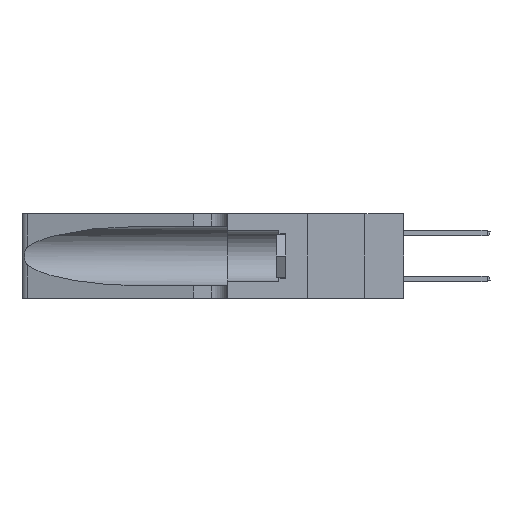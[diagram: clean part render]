
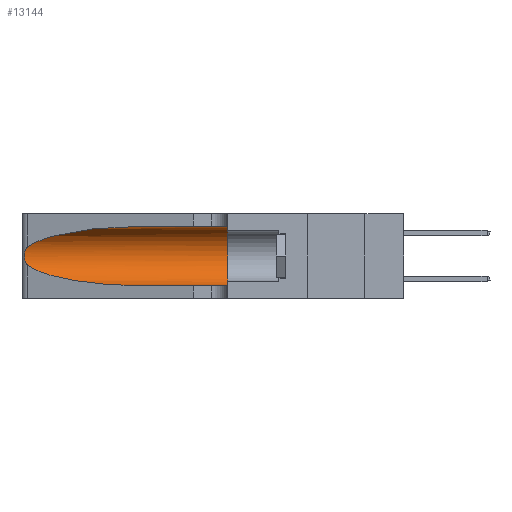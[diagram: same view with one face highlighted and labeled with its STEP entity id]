
A CAD part, left-side view. The second image highlights one B-rep face of the part: STEP entity #13144.
In plain terms, the highlighted cylindrical face has radius 3.308 mm (diameter 6.617 mm), a partial arc.
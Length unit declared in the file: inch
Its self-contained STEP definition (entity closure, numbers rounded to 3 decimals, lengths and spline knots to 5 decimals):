
#1565 = CARTESIAN_POINT ( 'NONE',  ( 0.25854, 1.2359, 0.20912 ) ) ;
#1976 = VERTEX_POINT ( 'NONE', #3180 ) ;
#2384 = CARTESIAN_POINT ( 'NONE',  ( 0.1305, 0.35, 0.185 ) ) ;
#2637 = CARTESIAN_POINT ( 'NONE',  ( 0.1305, 0.72297, 0.05475 ) ) ;
#3180 = CARTESIAN_POINT ( 'NONE',  ( 0.1305, 0.35, 0.31525 ) ) ;
#4269 = CARTESIAN_POINT ( 'NONE',  ( 0.26075, 1.23896, 0.19203 ) ) ;
#4642 = FACE_OUTER_BOUND ( 'NONE', #17205, .T. ) ;
#4755 = B_SPLINE_CURVE_WITH_KNOTS ( 'NONE', 3,
 ( #11971, #25123, #32964, #17414, #1565, #20030, #4269, #22629, #6953, #25234, #9547, #27883, #12211, #30481 ),
 .UNSPECIFIED., .F., .F.,
 ( 4, 2, 2, 2, 2, 2, 4 ),
 ( 0., 0.00027, 0.00053, 0.00107, 0.0016, 0.00187, 0.00214 ),
 .UNSPECIFIED. ) ;
#5103 = DIRECTION ( 'NONE',  ( 0., 0., 1. ) ) ;
#5362 = ORIENTED_EDGE ( 'NONE', *, *, #32869, .T. ) ;
#5697 = VERTEX_POINT ( 'NONE', #6019 ) ;
#6019 = CARTESIAN_POINT ( 'NONE',  ( 0.25487, 1.22718, 0.22369 ) ) ;
#6953 = CARTESIAN_POINT ( 'NONE',  ( 0.26017, 1.23833, 0.17102 ) ) ;
#7476 = CARTESIAN_POINT ( 'NONE',  ( 0.1305, 0.72297, 0.31525 ) ) ;
#8140 = CARTESIAN_POINT ( 'NONE',  ( 0.1305, 0.72297, 0.31525 ) ) ;
#8163 = CARTESIAN_POINT ( 'NONE',  ( 0.1305, 1.61858, 0.185 ) ) ;
#8637 = ORIENTED_EDGE ( 'NONE', *, *, #19351, .T. ) ;
#8771 = VECTOR ( 'NONE', #11803, 39.37008 ) ;
#9493 = VERTEX_POINT ( 'NONE', #2637 ) ;
#9547 = CARTESIAN_POINT ( 'NONE',  ( 0.25789, 1.23486, 0.15765 ) ) ;
#10088 = CARTESIAN_POINT ( 'NONE',  ( 0.18966, 0.96281, 0.31525 ) ) ;
#10487 = CARTESIAN_POINT ( 'NONE',  ( 0.1305, 0.72297, 0.05475 ) ) ;
#10770 = DIRECTION ( 'NONE',  ( 0., 0., -1. ) ) ;
#11803 = DIRECTION ( 'NONE',  ( 0., -1., 0. ) ) ;
#11971 = CARTESIAN_POINT ( 'NONE',  ( 0.25487, 1.22718, 0.22369 ) ) ;
#12147 = CARTESIAN_POINT ( 'NONE',  ( 0.1305, 1.61858, 0.05475 ) ) ;
#12211 = CARTESIAN_POINT ( 'NONE',  ( 0.25555, 1.22993, 0.14849 ) ) ;
#13101 = VECTOR ( 'NONE', #14772, 39.37008 ) ;
#13144 = ADVANCED_FACE ( 'NONE', ( #4642 ), #16145, .F. ) ;
#14772 = DIRECTION ( 'NONE',  ( 0., -1., 0. ) ) ;
#15378 = CARTESIAN_POINT ( 'NONE',  ( 0.25487, 1.22718, 0.22369 ) ) ;
#15952 = VERTEX_POINT ( 'NONE', #8140 ) ;
#16145 = CYLINDRICAL_SURFACE ( 'NONE', #28811, 0.13025 ) ;
#17028 = ORIENTED_EDGE ( 'NONE', *, *, #20776, .F. ) ;
#17205 = EDGE_LOOP ( 'NONE', ( #20338, #5362, #8637, #20969, #17028, #18399 ) ) ;
#17258 = EDGE_CURVE ( 'NONE', #9493, #29321, #27038, .T. ) ;
#17414 = CARTESIAN_POINT ( 'NONE',  ( 0.25787, 1.23484, 0.2124 ) ) ;
#17458 = VERTEX_POINT ( 'NONE', #33569 ) ;
#18348 = CARTESIAN_POINT ( 'NONE',  ( 0.25487, 1.22718, 0.14631 ) ) ;
#18399 = ORIENTED_EDGE ( 'NONE', *, *, #28396, .F. ) ;
#18588 = EDGE_CURVE ( 'NONE', #15952, #5697, #29066, .T. ) ;
#19351 = EDGE_CURVE ( 'NONE', #17458, #9493, #23053, .T. ) ;
#20030 = CARTESIAN_POINT ( 'NONE',  ( 0.26018, 1.23835, 0.19895 ) ) ;
#20338 = ORIENTED_EDGE ( 'NONE', *, *, #18588, .T. ) ;
#20776 = EDGE_CURVE ( 'NONE', #1976, #29321, #29198, .T. ) ;
#20822 = DIRECTION ( 'NONE',  ( 0., 1., 0. ) ) ;
#20969 = ORIENTED_EDGE ( 'NONE', *, *, #17258, .T. ) ;
#22252 = CARTESIAN_POINT ( 'NONE',  ( 0.1305, 1.61858, 0.31525 ) ) ;
#22629 = CARTESIAN_POINT ( 'NONE',  ( 0.26075, 1.23896, 0.178 ) ) ;
#23053 =( BOUNDED_CURVE ( )  B_SPLINE_CURVE ( 3, ( #18348, #33887, #26187, #10487 ),
 .UNSPECIFIED., .F., .F. ) 
 B_SPLINE_CURVE_WITH_KNOTS ( ( 4, 4 ),
 ( 3.44316, 4.71239 ),
 .UNSPECIFIED. ) 
 CURVE ( )  GEOMETRIC_REPRESENTATION_ITEM ( )  RATIONAL_B_SPLINE_CURVE ( ( 1., 0.87, 0.87, 1. ) ) 
 REPRESENTATION_ITEM ( '' )  );
#25123 = CARTESIAN_POINT ( 'NONE',  ( 0.25555, 1.22994, 0.2215 ) ) ;
#25234 = CARTESIAN_POINT ( 'NONE',  ( 0.25856, 1.23593, 0.16098 ) ) ;
#26187 = CARTESIAN_POINT ( 'NONE',  ( 0.18966, 0.96281, 0.05475 ) ) ;
#26486 = DIRECTION ( 'NONE',  ( 0., -1., 0. ) ) ;
#27038 = LINE ( 'NONE', #12147, #13101 ) ;
#27883 = CARTESIAN_POINT ( 'NONE',  ( 0.25639, 1.23186, 0.15144 ) ) ;
#28341 = AXIS2_PLACEMENT_3D ( 'NONE', #2384, #20822, #5103 ) ;
#28396 = EDGE_CURVE ( 'NONE', #15952, #1976, #29643, .T. ) ;
#28811 = AXIS2_PLACEMENT_3D ( 'NONE', #8163, #26486, #10770 ) ;
#29066 =( BOUNDED_CURVE ( )  B_SPLINE_CURVE ( 3, ( #7476, #10088, #31001, #15378 ),
 .UNSPECIFIED., .F., .T. ) 
 B_SPLINE_CURVE_WITH_KNOTS ( ( 4, 4 ),
 ( 1.5708, 2.84003 ),
 .UNSPECIFIED. ) 
 CURVE ( )  GEOMETRIC_REPRESENTATION_ITEM ( )  RATIONAL_B_SPLINE_CURVE ( ( 1., 0.87, 0.87, 1. ) ) 
 REPRESENTATION_ITEM ( '' )  );
#29198 = CIRCLE ( 'NONE', #28341, 0.13025 ) ;
#29321 = VERTEX_POINT ( 'NONE', #31101 ) ;
#29643 = LINE ( 'NONE', #22252, #8771 ) ;
#30481 = CARTESIAN_POINT ( 'NONE',  ( 0.25487, 1.22718, 0.14631 ) ) ;
#31001 = CARTESIAN_POINT ( 'NONE',  ( 0.2373, 1.15595, 0.28018 ) ) ;
#31101 = CARTESIAN_POINT ( 'NONE',  ( 0.1305, 0.35, 0.05475 ) ) ;
#32869 = EDGE_CURVE ( 'NONE', #5697, #17458, #4755, .T. ) ;
#32964 = CARTESIAN_POINT ( 'NONE',  ( 0.25639, 1.23184, 0.21858 ) ) ;
#33569 = CARTESIAN_POINT ( 'NONE',  ( 0.25487, 1.22718, 0.14631 ) ) ;
#33887 = CARTESIAN_POINT ( 'NONE',  ( 0.2373, 1.15595, 0.08982 ) ) ;
